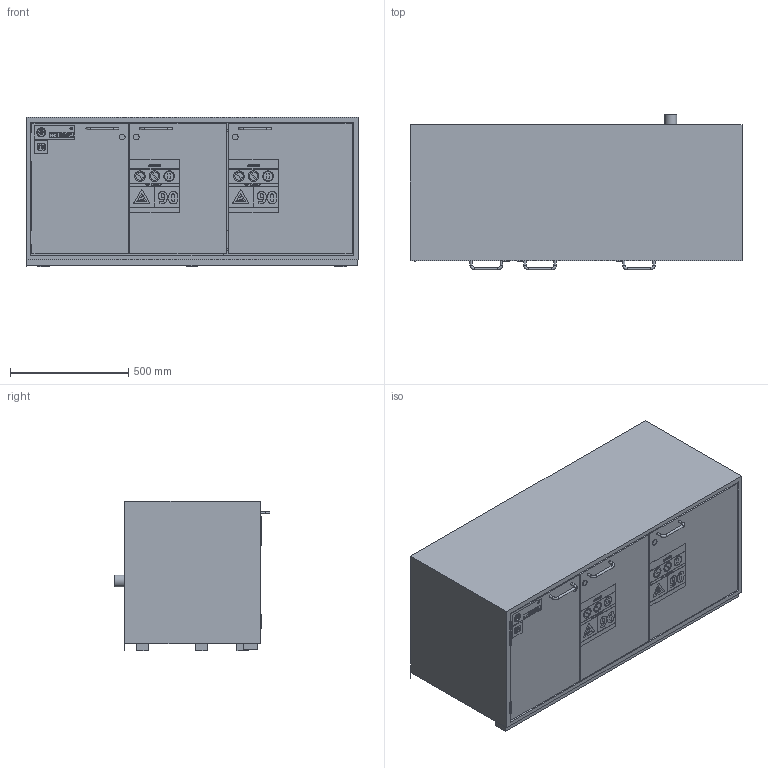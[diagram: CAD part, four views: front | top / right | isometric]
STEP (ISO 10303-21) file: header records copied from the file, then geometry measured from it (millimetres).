
FILE_DESCRIPTION(/* description */ (''),/* implementation_level */ '2;1');
FILE_NAME(/* name */ 'UB90.060.140.S2T_30410-001-30413_CD.stp',/* time_stamp */ '2017-03-03T14:15:19+01:00',/* author */ ('pproduktmanagement'),/* organization */ (''),/* preprocessor_version */ 'ST-DEVELOPER v16.5',/* originating_system */ 'Autodesk Inventor 2017',/* authorisation */ '');
FILE_SCHEMA (('AUTOMOTIVE_DESIGN { 1 0 10303 214 3 1 1 }'));
Length unit declared in the file: millimetre
Products named in the file (2): UB90.060.140.S2T_30410-001_alles verbaut; UB90.060.140.S2T_30410-001-30413_CD
Assembly tree (1 placements, depth 2):
  UB90.060.140.S2T_30410-001_alles verbaut
    UB90.060.140.S2T_30410-001-30413_CD
Bounding box: 1402 x 658.5 x 630.88 mm (x, y, z)
Volume: 207237707.5 mm3; surface area: 13063603.5 mm2
Topology: 13 solids, 16 shells, 1195 faces, 3067 edges, 2039 vertices
Faces by surface type: plane 813, bspline 270, cylinder 106, torus 6
Full cylindrical faces by diameter (mm): 4 x1, 5 x5, 10 x6, 10.3 x3, 20 x36, 25 x3, 33.8 x1, 37.8 x1, 40 x2, 45 x6, 50 x5
Entity records: 38738 total; most frequent: CARTESIAN_POINT 10434, ORIENTED_EDGE 5924, DIRECTION 4487, EDGE_CURVE 2959, LINE 2207, VECTOR 2207, VERTEX_POINT 2003, EDGE_LOOP 1487
